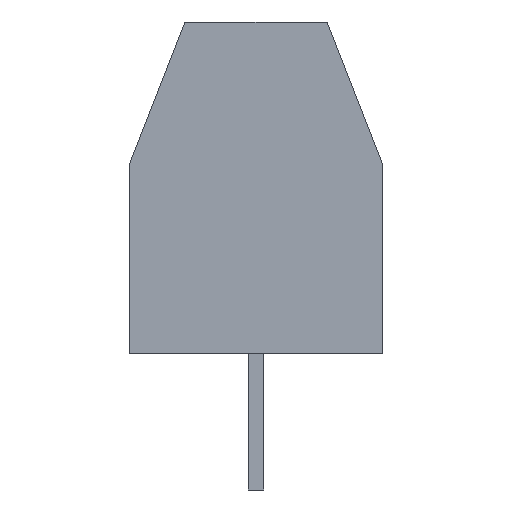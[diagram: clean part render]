
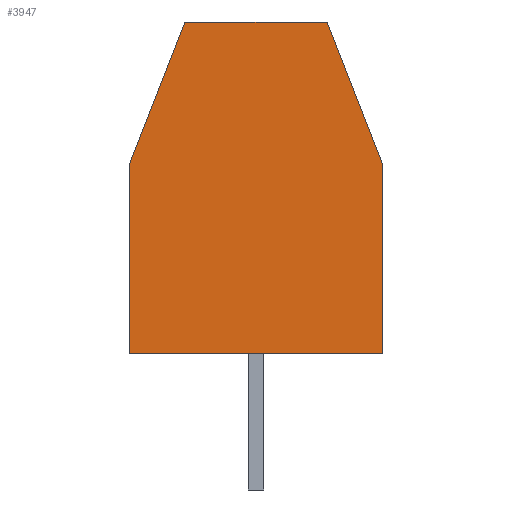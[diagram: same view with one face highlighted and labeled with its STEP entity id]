
A CAD part, front view. The second image highlights one B-rep face of the part: STEP entity #3947.
In plain terms, the highlighted planar face has unit normal (0, -1, 0).
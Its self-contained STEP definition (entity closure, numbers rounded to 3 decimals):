
#3630 = EDGE_CURVE('',#3631,#3633,#3635,.T.);
#3631 = VERTEX_POINT('',#3632);
#3632 = CARTESIAN_POINT('',(-3.253,-10.375,4.85));
#3633 = VERTEX_POINT('',#3634);
#3634 = CARTESIAN_POINT('',(-3.253,-10.375,0.)
  );
#3635 = LINE('',#3636,#3637);
#3636 = CARTESIAN_POINT('',(-3.253,-10.375,4.85));
#3637 = VECTOR('',#3638,1.);
#3638 = DIRECTION('',(0.,0.,-1.));
#3670 = EDGE_CURVE('',#3633,#3671,#3673,.T.);
#3671 = VERTEX_POINT('',#3672);
#3672 = CARTESIAN_POINT('',(3.247,-10.375,0.)
  );
#3673 = LINE('',#3674,#3675);
#3674 = CARTESIAN_POINT('',(-3.253,-10.375,0.)
  );
#3675 = VECTOR('',#3676,1.);
#3676 = DIRECTION('',(1.,0.,0.));
#3749 = EDGE_CURVE('',#3671,#3750,#3752,.T.);
#3750 = VERTEX_POINT('',#3751);
#3751 = CARTESIAN_POINT('',(3.247,-10.375,4.85));
#3752 = LINE('',#3753,#3754);
#3753 = CARTESIAN_POINT('',(3.247,-10.375,0.)
  );
#3754 = VECTOR('',#3755,1.);
#3755 = DIRECTION('',(0.,0.,1.));
#3828 = EDGE_CURVE('',#3750,#3829,#3831,.T.);
#3829 = VERTEX_POINT('',#3830);
#3830 = CARTESIAN_POINT('',(1.822,-10.375,8.5));
#3831 = LINE('',#3832,#3833);
#3832 = CARTESIAN_POINT('',(3.247,-10.375,4.85));
#3833 = VECTOR('',#3834,1.);
#3834 = DIRECTION('',(-0.364,0.,0.932));
#3859 = EDGE_CURVE('',#3829,#3860,#3862,.T.);
#3860 = VERTEX_POINT('',#3861);
#3861 = CARTESIAN_POINT('',(-1.828,-10.375,8.5));
#3862 = LINE('',#3863,#3864);
#3863 = CARTESIAN_POINT('',(1.822,-10.375,8.5));
#3864 = VECTOR('',#3865,1.);
#3865 = DIRECTION('',(-1.,0.,0.));
#3915 = EDGE_CURVE('',#3860,#3631,#3916,.T.);
#3916 = LINE('',#3917,#3918);
#3917 = CARTESIAN_POINT('',(-1.828,-10.375,8.5));
#3918 = VECTOR('',#3919,1.);
#3919 = DIRECTION('',(-0.364,0.,-0.932));
#3947 = ADVANCED_FACE('',(#3948),#3956,.F.);
#3948 = FACE_BOUND('',#3949,.T.);
#3949 = EDGE_LOOP('',(#3950,#3951,#3952,#3953,#3954,#3955));
#3950 = ORIENTED_EDGE('',*,*,#3915,.T.);
#3951 = ORIENTED_EDGE('',*,*,#3630,.T.);
#3952 = ORIENTED_EDGE('',*,*,#3670,.T.);
#3953 = ORIENTED_EDGE('',*,*,#3749,.T.);
#3954 = ORIENTED_EDGE('',*,*,#3828,.T.);
#3955 = ORIENTED_EDGE('',*,*,#3859,.T.);
#3956 = PLANE('',#3957);
#3957 = AXIS2_PLACEMENT_3D('',#3958,#3959,#3960);
#3958 = CARTESIAN_POINT('',(-0.003,-10.375,4.25));
#3959 = DIRECTION('',(0.,1.,0.));
#3960 = DIRECTION('',(1.,0.,0.));
